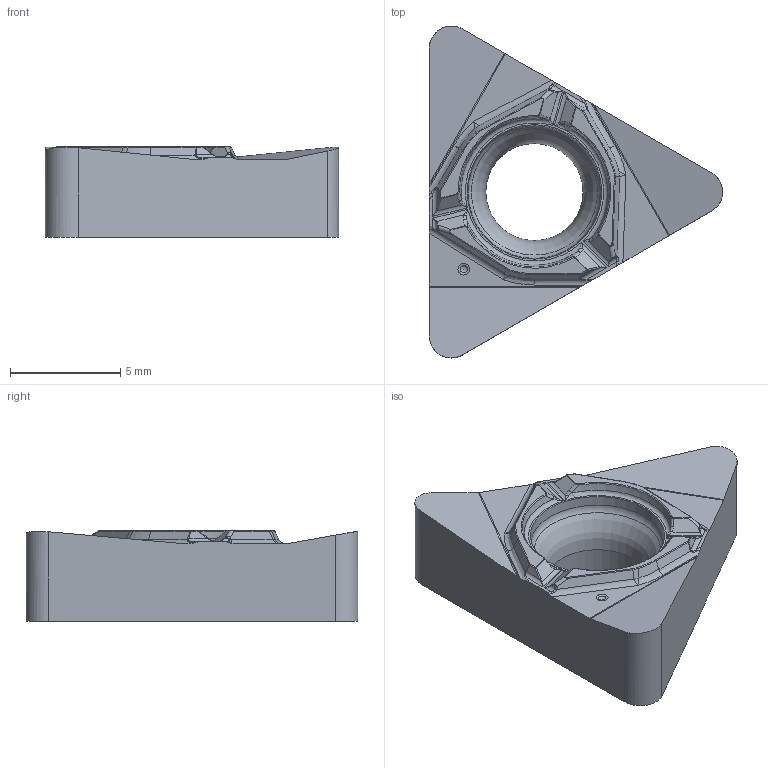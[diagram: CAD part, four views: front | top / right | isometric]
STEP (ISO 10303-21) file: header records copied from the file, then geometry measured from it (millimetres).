
FILE_DESCRIPTION(/* description */ (''),/* implementation_level */ '2;1');
FILE_NAME(/* name */ 'AAA385968_D.STP',/* time_stamp */ '2024-01-25T08:16:33+01:00',/* author */ (''),/* organization */ ('SMS'),/* preprocessor_version */ 'ST-DEVELOPER v16.7',/* originating_system */ 'SIEMENS PLM Software NX 12.0',/* authorisation */ '');
FILE_SCHEMA (('AUTOMOTIVE_DESIGN { 1 0 10303 214 3 1 1 1 }'));
Length unit declared in the file: millimetre
Products named in the file (1): AAA385968_D
Bounding box: 13.29 x 15.03 x 4.1 mm (x, y, z)
Volume: 357.2 mm3; surface area: 431.1 mm2
Topology: 1 solids, 1 shells, 191 faces, 459 edges, 263 vertices
Faces by surface type: bspline 75, cylinder 55, plane 29, torus 9, sphere 7, extrusion 6, revolution 6, cone 4
Full cylindrical faces by diameter (mm): 4.4 x1
Entity records: 7034 total; most frequent: CARTESIAN_POINT 3097, ORIENTED_EDGE 878, DIRECTION 723, EDGE_CURVE 439, AXIS2_PLACEMENT_3D 288, VERTEX_POINT 256, EDGE_LOOP 199, ADVANCED_FACE 191
